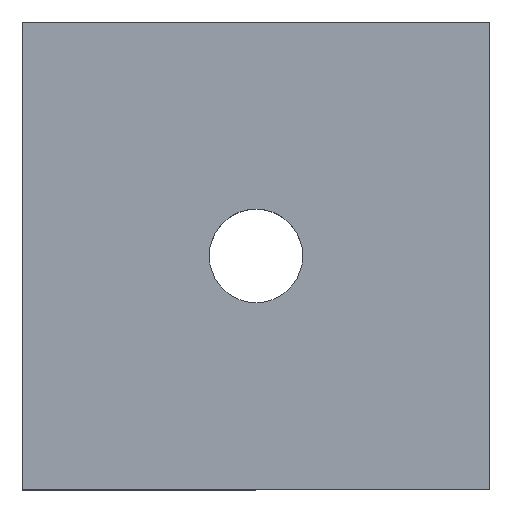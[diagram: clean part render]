
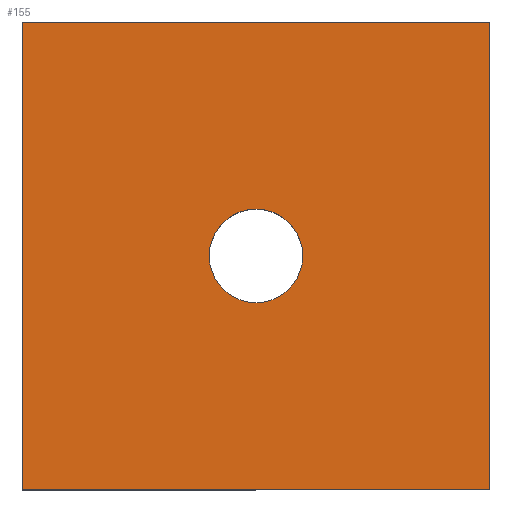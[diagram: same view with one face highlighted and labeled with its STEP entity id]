
A CAD part, top view. The second image highlights one B-rep face of the part: STEP entity #155.
In plain terms, the highlighted planar face has unit normal (0, 0, 1).
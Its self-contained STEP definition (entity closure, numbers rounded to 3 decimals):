
#3 = CARTESIAN_POINT ( 'NONE',  ( 0., 20., 6. ) ) ;
#4 = VECTOR ( 'NONE', #203, 1000. ) ;
#11 = VECTOR ( 'NONE', #124, 1000. ) ;
#14 = CARTESIAN_POINT ( 'NONE',  ( 8., 10., 6. ) ) ;
#17 = CARTESIAN_POINT ( 'NONE',  ( 20., 20., 6. ) ) ;
#19 = CARTESIAN_POINT ( 'NONE',  ( 0., 20., 6. ) ) ;
#27 = LINE ( 'NONE', #207, #4 ) ;
#47 = ORIENTED_EDGE ( 'NONE', *, *, #144, .T. ) ;
#51 = EDGE_LOOP ( 'NONE', ( #143, #126 ) ) ;
#54 = ORIENTED_EDGE ( 'NONE', *, *, #212, .T. ) ;
#57 = VECTOR ( 'NONE', #129, 1000. ) ;
#60 = PLANE ( 'NONE',  #204 ) ;
#61 = FACE_BOUND ( 'NONE', #51, .T. ) ;
#68 = ORIENTED_EDGE ( 'NONE', *, *, #176, .T. ) ;
#74 = AXIS2_PLACEMENT_3D ( 'NONE', #168, #164, #163 ) ;
#79 = VECTOR ( 'NONE', #235, 1000. ) ;
#84 = VERTEX_POINT ( 'NONE', #19 ) ;
#88 = FACE_OUTER_BOUND ( 'NONE', #264, .T. ) ;
#92 = VERTEX_POINT ( 'NONE', #14 ) ;
#100 = EDGE_CURVE ( 'NONE', #165, #92, #128, .T. ) ;
#101 = CARTESIAN_POINT ( 'NONE',  ( 20., 0., 6. ) ) ;
#120 = CARTESIAN_POINT ( 'NONE',  ( 0., 0., 6. ) ) ;
#121 = VERTEX_POINT ( 'NONE', #17 ) ;
#124 = DIRECTION ( 'NONE',  ( 0., -1., 0. ) ) ;
#126 = ORIENTED_EDGE ( 'NONE', *, *, #100, .F. ) ;
#128 = CIRCLE ( 'NONE', #250, 2. ) ;
#129 = DIRECTION ( 'NONE',  ( 1., 0., 0. ) ) ;
#133 = CARTESIAN_POINT ( 'NONE',  ( 0., 0., 6. ) ) ;
#134 = LINE ( 'NONE', #120, #57 ) ;
#141 = LINE ( 'NONE', #154, #11 ) ;
#143 = ORIENTED_EDGE ( 'NONE', *, *, #183, .F. ) ;
#144 = EDGE_CURVE ( 'NONE', #121, #84, #147, .T. ) ;
#147 = LINE ( 'NONE', #3, #79 ) ;
#154 = CARTESIAN_POINT ( 'NONE',  ( 0., 0., 6. ) ) ;
#155 = ADVANCED_FACE ( 'NONE', ( #88, #61 ), #60, .F. ) ;
#163 = DIRECTION ( 'NONE',  ( 1., 0., 0. ) ) ;
#164 = DIRECTION ( 'NONE',  ( 0., 0., 1. ) ) ;
#165 = VERTEX_POINT ( 'NONE', #216 ) ;
#168 = CARTESIAN_POINT ( 'NONE',  ( 10., 10., 6. ) ) ;
#176 = EDGE_CURVE ( 'NONE', #254, #121, #27, .T. ) ;
#183 = EDGE_CURVE ( 'NONE', #92, #165, #196, .T. ) ;
#196 = CIRCLE ( 'NONE', #74, 2. ) ;
#203 = DIRECTION ( 'NONE',  ( 0., 1., 0. ) ) ;
#204 = AXIS2_PLACEMENT_3D ( 'NONE', #231, #227, #223 ) ;
#207 = CARTESIAN_POINT ( 'NONE',  ( 20., 0., 6. ) ) ;
#211 = VERTEX_POINT ( 'NONE', #133 ) ;
#212 = EDGE_CURVE ( 'NONE', #84, #211, #141, .T. ) ;
#216 = CARTESIAN_POINT ( 'NONE',  ( 12., 10., 6. ) ) ;
#223 = DIRECTION ( 'NONE',  ( -1., 0., 0. ) ) ;
#226 = EDGE_CURVE ( 'NONE', #211, #254, #134, .T. ) ;
#227 = DIRECTION ( 'NONE',  ( 0., 0., -1. ) ) ;
#231 = CARTESIAN_POINT ( 'NONE',  ( 0., 20., 6. ) ) ;
#235 = DIRECTION ( 'NONE',  ( -1., 0., 0. ) ) ;
#250 = AXIS2_PLACEMENT_3D ( 'NONE', #270, #265, #260 ) ;
#251 = ORIENTED_EDGE ( 'NONE', *, *, #226, .T. ) ;
#254 = VERTEX_POINT ( 'NONE', #101 ) ;
#260 = DIRECTION ( 'NONE',  ( 1., 0., 0. ) ) ;
#264 = EDGE_LOOP ( 'NONE', ( #54, #251, #68, #47 ) ) ;
#265 = DIRECTION ( 'NONE',  ( 0., 0., 1. ) ) ;
#270 = CARTESIAN_POINT ( 'NONE',  ( 10., 10., 6. ) ) ;
